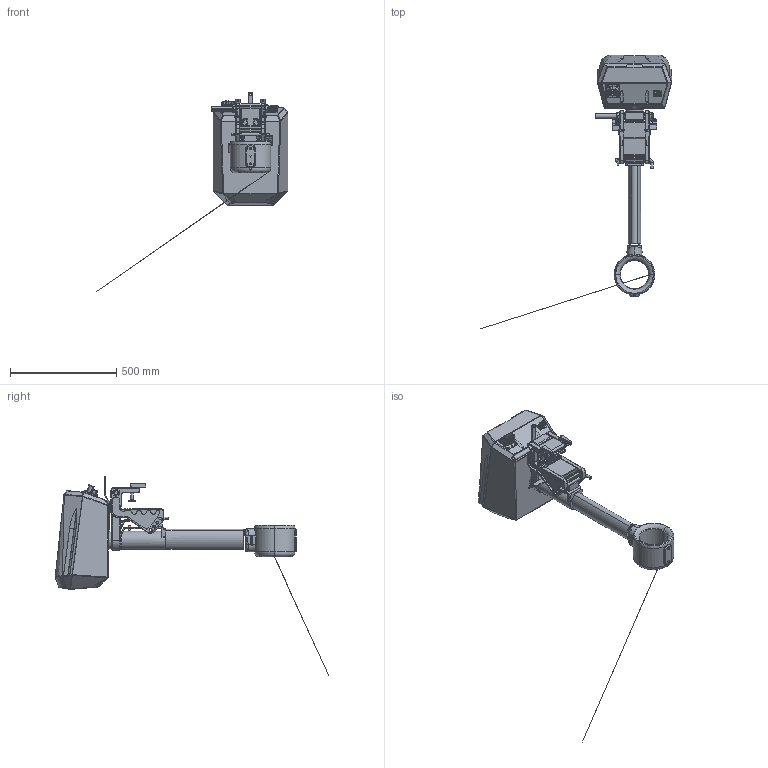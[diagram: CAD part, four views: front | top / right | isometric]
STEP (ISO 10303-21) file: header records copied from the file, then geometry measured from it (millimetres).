
FILE_DESCRIPTION (( 'STEP AP214' ), '1' );
FILE_NAME ('P-104-191-rev-C-133.STEP', '2023-02-01T11:36:18', ( '' ), ( '' ), 'SwSTEP 2.0', 'SolidWorks 2021', '' );
FILE_SCHEMA (( 'AUTOMOTIVE_DESIGN' ));
Length unit declared in the file: millimetre
Products named in the file (1): P-104-191-rev-C-133
Bounding box: 902.51 x 1287.81 x 938.55 mm (x, y, z)
Volume: 32005444.6 mm3; surface area: 1328689.5 mm2
Topology: 26 solids, 34 shells, 4568 faces, 11679 edges, 7305 vertices
Faces by surface type: plane 2367, cylinder 1189, bspline 367, cone 339, torus 236, sphere 70
Entity records: 223921 total; most frequent: CARTESIAN_POINT 77175, ORIENTED_EDGE 23224, DIRECTION 21675, EDGE_CURVE 11612, VERTEX_POINT 7309, AXIS2_PLACEMENT_3D 7296, VECTOR 7083, LINE 7083
